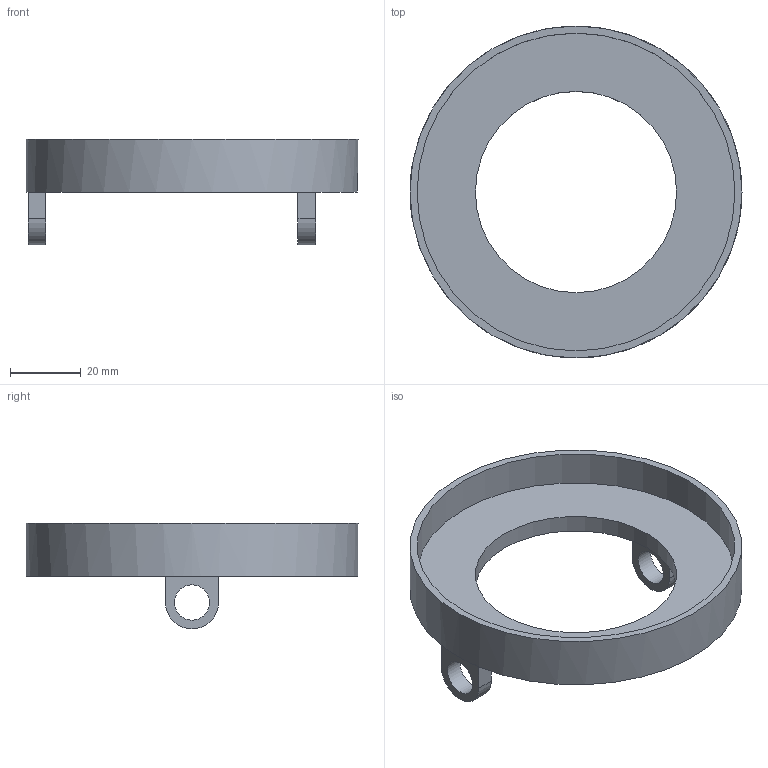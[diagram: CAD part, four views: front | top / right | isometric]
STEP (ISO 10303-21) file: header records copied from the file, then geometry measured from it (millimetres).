
FILE_DESCRIPTION(/* description */ (''),/* implementation_level */ '2;1');
FILE_NAME(/* name */ 'DHEC_locking_bottom v1.step',/* time_stamp */ '2020-12-01T17:26:06-05:00',/* author */ (''),/* organization */ (''),/* preprocessor_version */ 'ST-DEVELOPER v18.1',/* originating_system */ 'Autodesk Translation Framework v9.3.0.1241',/* authorisation */ '');
FILE_SCHEMA (('AUTOMOTIVE_DESIGN { 1 0 10303 214 3 1 1 }'));
Length unit declared in the file: millimetre
Products named in the file (1): DHEC_locking_bottom
Bounding box: 94 x 94 x 30 mm (x, y, z)
Volume: 28954.5 mm3; surface area: 17971.4 mm2
Topology: 1 solids, 1 shells, 19 faces, 41 edges, 26 vertices
Faces by surface type: plane 12, cylinder 7
Full cylindrical faces by diameter (mm): 10 x2, 56.976 x1, 90 x1, 94 x1
Entity records: 564 total; most frequent: DIRECTION 97, CARTESIAN_POINT 87, ORIENTED_EDGE 82, EDGE_CURVE 41, AXIS2_PLACEMENT_3D 36, EDGE_LOOP 27, VERTEX_POINT 26, LINE 25
